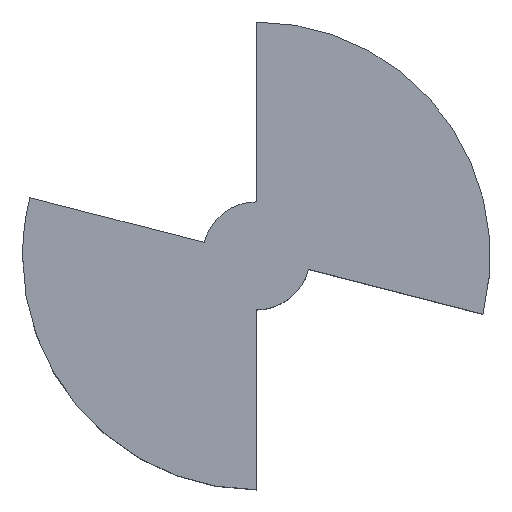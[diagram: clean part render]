
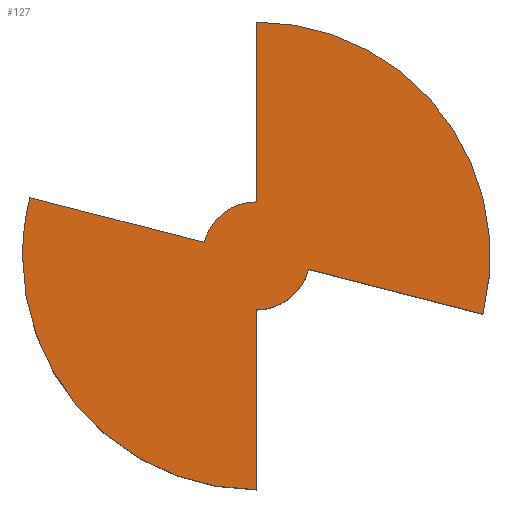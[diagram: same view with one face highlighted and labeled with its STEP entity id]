
A CAD part, top view. The second image highlights one B-rep face of the part: STEP entity #127.
In plain terms, the highlighted planar face has unit normal (0, 0, 1).
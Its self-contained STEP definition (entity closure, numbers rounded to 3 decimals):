
#3 = DIRECTION ( 'NONE',  ( 1., 0., 0. ) ) ;
#4 = ORIENTED_EDGE ( 'NONE', *, *, #38, .T. ) ;
#9 = CARTESIAN_POINT ( 'NONE',  ( 0., 7.5, 23. ) ) ;
#11 = LINE ( 'NONE', #68, #133 ) ;
#15 = EDGE_CURVE ( 'NONE', #252, #125, #280, .T. ) ;
#24 = VERTEX_POINT ( 'NONE', #357 ) ;
#27 = DIRECTION ( 'NONE',  ( 1., 0., 0. ) ) ;
#32 = ORIENTED_EDGE ( 'NONE', *, *, #256, .T. ) ;
#38 = EDGE_CURVE ( 'NONE', #379, #208, #11, .T. ) ;
#40 = CARTESIAN_POINT ( 'NONE',  ( 0., -7.5, 23. ) ) ;
#47 = DIRECTION ( 'NONE',  ( 0.968, -0.249, 0. ) ) ;
#51 = CARTESIAN_POINT ( 'NONE',  ( 0., 32.5, 23. ) ) ;
#54 = ORIENTED_EDGE ( 'NONE', *, *, #397, .T. ) ;
#62 = CARTESIAN_POINT ( 'NONE',  ( 0., 0., 23. ) ) ;
#65 = VECTOR ( 'NONE', #47, 1000. ) ;
#68 = CARTESIAN_POINT ( 'NONE',  ( 0., -7.5, 23. ) ) ;
#75 = CARTESIAN_POINT ( 'NONE',  ( 0., 0., 23. ) ) ;
#82 = DIRECTION ( 'NONE',  ( 0., 0., 1. ) ) ;
#89 = FACE_OUTER_BOUND ( 'NONE', #372, .T. ) ;
#104 = EDGE_CURVE ( 'NONE', #248, #252, #395, .T. ) ;
#108 = CARTESIAN_POINT ( 'NONE',  ( 31.476, -8.094, 23. ) ) ;
#118 = CIRCLE ( 'NONE', #398, 32.5 ) ;
#124 = AXIS2_PLACEMENT_3D ( 'NONE', #62, #384, #3 ) ;
#125 = VERTEX_POINT ( 'NONE', #51 ) ;
#127 = ADVANCED_FACE ( 'NONE', ( #89 ), #151, .T. ) ;
#129 = ORIENTED_EDGE ( 'NONE', *, *, #291, .T. ) ;
#133 = VECTOR ( 'NONE', #141, 1000. ) ;
#141 = DIRECTION ( 'NONE',  ( 0., 1., 0. ) ) ;
#148 = EDGE_CURVE ( 'NONE', #315, #24, #405, .T. ) ;
#151 = PLANE ( 'NONE',  #268 ) ;
#156 = ORIENTED_EDGE ( 'NONE', *, *, #274, .T. ) ;
#174 = DIRECTION ( 'NONE',  ( 1., 0., 0. ) ) ;
#184 = DIRECTION ( 'NONE',  ( 1., 0., 0. ) ) ;
#189 = DIRECTION ( 'NONE',  ( 1., 0., 0. ) ) ;
#193 = EDGE_CURVE ( 'NONE', #201, #315, #273, .T. ) ;
#201 = VERTEX_POINT ( 'NONE', #390 ) ;
#208 = VERTEX_POINT ( 'NONE', #40 ) ;
#210 = CARTESIAN_POINT ( 'NONE',  ( 0., 0., 23. ) ) ;
#211 = CIRCLE ( 'NONE', #348, 32.5 ) ;
#214 = VERTEX_POINT ( 'NONE', #239 ) ;
#215 = CARTESIAN_POINT ( 'NONE',  ( 0., 0., 23. ) ) ;
#224 = CARTESIAN_POINT ( 'NONE',  ( 0., 0., 23. ) ) ;
#236 = DIRECTION ( 'NONE',  ( 0., 0., 1. ) ) ;
#239 = CARTESIAN_POINT ( 'NONE',  ( -32.5, 0., 23. ) ) ;
#241 = VECTOR ( 'NONE', #314, 1000. ) ;
#245 = LINE ( 'NONE', #9, #336 ) ;
#248 = VERTEX_POINT ( 'NONE', #272 ) ;
#252 = VERTEX_POINT ( 'NONE', #108 ) ;
#256 = EDGE_CURVE ( 'NONE', #125, #201, #245, .T. ) ;
#258 = AXIS2_PLACEMENT_3D ( 'NONE', #210, #236, #174 ) ;
#268 = AXIS2_PLACEMENT_3D ( 'NONE', #224, #319, #189 ) ;
#272 = CARTESIAN_POINT ( 'NONE',  ( 7.264, -1.868, 23. ) ) ;
#273 = CIRCLE ( 'NONE', #124, 7.5 ) ;
#274 = EDGE_CURVE ( 'NONE', #214, #379, #211, .T. ) ;
#276 = CARTESIAN_POINT ( 'NONE',  ( 0., 0., 23. ) ) ;
#280 = CIRCLE ( 'NONE', #258, 32.5 ) ;
#286 = DIRECTION ( 'NONE',  ( 0., 0., 1. ) ) ;
#291 = EDGE_CURVE ( 'NONE', #208, #248, #386, .T. ) ;
#302 = ORIENTED_EDGE ( 'NONE', *, *, #104, .T. ) ;
#307 = CARTESIAN_POINT ( 'NONE',  ( 7.264, -1.868, 23. ) ) ;
#311 = DIRECTION ( 'NONE',  ( 0., -1., 0. ) ) ;
#314 = DIRECTION ( 'NONE',  ( -0.968, 0.249, 0. ) ) ;
#315 = VERTEX_POINT ( 'NONE', #365 ) ;
#317 = AXIS2_PLACEMENT_3D ( 'NONE', #75, #332, #184 ) ;
#319 = DIRECTION ( 'NONE',  ( 0., 0., 1. ) ) ;
#332 = DIRECTION ( 'NONE',  ( 0., 0., 1. ) ) ;
#336 = VECTOR ( 'NONE', #311, 1000. ) ;
#348 = AXIS2_PLACEMENT_3D ( 'NONE', #215, #82, #363 ) ;
#356 = ORIENTED_EDGE ( 'NONE', *, *, #193, .T. ) ;
#357 = CARTESIAN_POINT ( 'NONE',  ( -31.476, 8.094, 23. ) ) ;
#363 = DIRECTION ( 'NONE',  ( 1., 0., 0. ) ) ;
#364 = ORIENTED_EDGE ( 'NONE', *, *, #148, .T. ) ;
#365 = CARTESIAN_POINT ( 'NONE',  ( -7.264, 1.868, 23. ) ) ;
#372 = EDGE_LOOP ( 'NONE', ( #356, #364, #54, #156, #4, #129, #302, #406, #32 ) ) ;
#373 = CARTESIAN_POINT ( 'NONE',  ( 0., -32.5, 23. ) ) ;
#379 = VERTEX_POINT ( 'NONE', #373 ) ;
#384 = DIRECTION ( 'NONE',  ( 0., 0., 1. ) ) ;
#386 = CIRCLE ( 'NONE', #317, 7.5 ) ;
#390 = CARTESIAN_POINT ( 'NONE',  ( 0., 7.5, 23. ) ) ;
#395 = LINE ( 'NONE', #307, #65 ) ;
#397 = EDGE_CURVE ( 'NONE', #24, #214, #118, .T. ) ;
#398 = AXIS2_PLACEMENT_3D ( 'NONE', #276, #286, #27 ) ;
#405 = LINE ( 'NONE', #409, #241 ) ;
#406 = ORIENTED_EDGE ( 'NONE', *, *, #15, .T. ) ;
#409 = CARTESIAN_POINT ( 'NONE',  ( -31.476, 8.094, 23. ) ) ;
